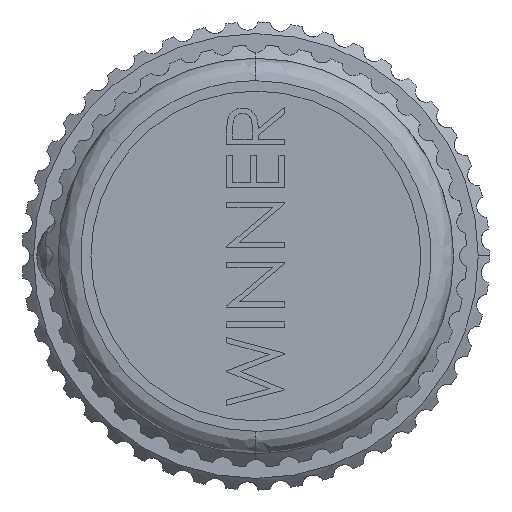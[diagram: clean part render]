
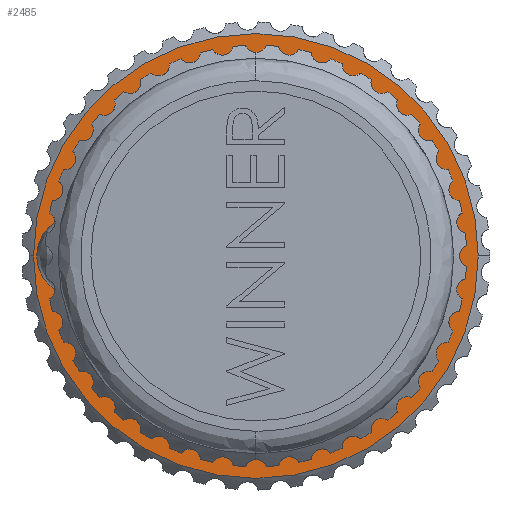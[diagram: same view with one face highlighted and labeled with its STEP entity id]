
A CAD part, left-side view. The second image highlights one B-rep face of the part: STEP entity #2485.
In plain terms, the highlighted planar face has unit normal (-1, 0, 0).
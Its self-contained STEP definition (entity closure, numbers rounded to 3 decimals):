
#1111 = EDGE_CURVE ( 'NONE', #25282, #7992, #30561, .T. ) ;
#1113 = EDGE_CURVE ( 'NONE', #7992, #21762, #30593, .T. ) ;
#1119 = EDGE_CURVE ( 'NONE', #21758, #25282, #30591, .T. ) ;
#1120 = EDGE_CURVE ( 'NONE', #11973, #11966, #21957, .T. ) ;
#1734 = EDGE_CURVE ( 'NONE', #11966, #11973, #4540, .T. ) ;
#1850 = EDGE_CURVE ( 'NONE', #21762, #21758, #4634, .T. ) ;
#2485 = ADVANCED_FACE ( 'NONE', ( #6047, #6056 ), #22598, .T. ) ;
#3082 = DIRECTION ( 'NONE',  ( 0., -1., 0. ) ) ;
#3388 = DIRECTION ( 'NONE',  ( 1., 0., 0. ) ) ;
#3568 = CARTESIAN_POINT ( 'NONE',  ( -14.535, 0., 0. ) ) ;
#4540 = CIRCLE ( 'NONE', #21662, 15.3 ) ;
#4634 = CIRCLE ( 'NONE', #21647, 4.7 ) ;
#4908 = CARTESIAN_POINT ( 'NONE',  ( -14.535, 3.993, -1.253 ) ) ;
#6047 = FACE_OUTER_BOUND ( 'NONE', #12105, .T. ) ;
#6056 = FACE_BOUND ( 'NONE', #12136, .T. ) ;
#7992 = VERTEX_POINT ( 'NONE', #14808 ) ;
#11022 = AXIS2_PLACEMENT_3D ( 'NONE', #13060, #12840, #12838 ) ;
#11966 = VERTEX_POINT ( 'NONE', #16275 ) ;
#11973 = VERTEX_POINT ( 'NONE', #16282 ) ;
#12105 = EDGE_LOOP ( 'NONE', ( #27519, #27518 ) ) ;
#12136 = EDGE_LOOP ( 'NONE', ( #27517, #27516, #27515, #27514 ) ) ;
#12653 = CARTESIAN_POINT ( 'NONE',  ( -14.535, -1.066, -4.481 ) ) ;
#12654 = CARTESIAN_POINT ( 'NONE',  ( -14.535, -1.412, -4.407 ) ) ;
#12655 = CARTESIAN_POINT ( 'NONE',  ( -14.535, -2.068, -4.187 ) ) ;
#12673 = CARTESIAN_POINT ( 'NONE',  ( -14.535, -2.382, -4.042 ) ) ;
#12677 = CARTESIAN_POINT ( 'NONE',  ( -14.535, -2.681, -3.86 ) ) ;
#12690 = CARTESIAN_POINT ( 'NONE',  ( -14.535, -4.696, -0.204 ) ) ;
#12691 = CARTESIAN_POINT ( 'NONE',  ( -14.535, -4.689, 0.146 ) ) ;
#12692 = CARTESIAN_POINT ( 'NONE',  ( -14.535, -4.644, 0.492 ) ) ;
#12693 = CARTESIAN_POINT ( 'NONE',  ( -14.535, -4.477, 1.171 ) ) ;
#12696 = CARTESIAN_POINT ( 'NONE',  ( -14.535, -4.356, 1.498 ) ) ;
#12697 = CARTESIAN_POINT ( 'NONE',  ( -14.535, -4.046, 2.118 ) ) ;
#12698 = CARTESIAN_POINT ( 'NONE',  ( -14.535, -3.854, 2.415 ) ) ;
#12699 = CARTESIAN_POINT ( 'NONE',  ( -14.535, -3.411, 2.947 ) ) ;
#12700 = CARTESIAN_POINT ( 'NONE',  ( -14.535, -3.158, 3.186 ) ) ;
#12701 = CARTESIAN_POINT ( 'NONE',  ( -14.535, -2.597, 3.604 ) ) ;
#12702 = CARTESIAN_POINT ( 'NONE',  ( -14.535, -2.297, 3.775 ) ) ;
#12703 = CARTESIAN_POINT ( 'NONE',  ( -14.535, -1.818, 3.979 ) ) ;
#12704 = CARTESIAN_POINT ( 'NONE',  ( -14.535, -1.652, 4.038 ) ) ;
#12705 = CARTESIAN_POINT ( 'NONE',  ( -14.535, -1.317, 4.136 ) ) ;
#12706 = CARTESIAN_POINT ( 'NONE',  ( -14.535, -0.979, 4.213 ) ) ;
#12707 = CARTESIAN_POINT ( 'NONE',  ( -14.535, -0.634, 4.249 ) ) ;
#12708 = CARTESIAN_POINT ( 'NONE',  ( -14.535, -0.286, 4.265 ) ) ;
#12709 = CARTESIAN_POINT ( 'NONE',  ( -14.535, -0.11, 4.263 ) ) ;
#12710 = CARTESIAN_POINT ( 'NONE',  ( -14.535, 0.409, 4.225 ) ) ;
#12712 = CARTESIAN_POINT ( 'NONE',  ( -14.535, 1.081, 4.043 ) ) ;
#12720 = CARTESIAN_POINT ( 'NONE',  ( -14.535, 1.081, 4.043 ) ) ;
#12721 = CARTESIAN_POINT ( 'NONE',  ( -14.535, 1.345, 3.953 ) ) ;
#12722 = CARTESIAN_POINT ( 'NONE',  ( -14.535, 1.601, 3.844 ) ) ;
#12723 = CARTESIAN_POINT ( 'NONE',  ( -14.535, 2.092, 3.579 ) ) ;
#12724 = CARTESIAN_POINT ( 'NONE',  ( -14.535, 2.325, 3.424 ) ) ;
#12725 = CARTESIAN_POINT ( 'NONE',  ( -14.535, 2.754, 3.076 ) ) ;
#12726 = CARTESIAN_POINT ( 'NONE',  ( -14.535, 2.952, 2.881 ) ) ;
#12727 = CARTESIAN_POINT ( 'NONE',  ( -14.535, 3.311, 2.453 ) ) ;
#12728 = CARTESIAN_POINT ( 'NONE',  ( -14.535, 3.467, 2.225 ) ) ;
#12729 = CARTESIAN_POINT ( 'NONE',  ( -14.535, 3.733, 1.741 ) ) ;
#12730 = CARTESIAN_POINT ( 'NONE',  ( -14.535, 3.844, 1.483 ) ) ;
#12731 = CARTESIAN_POINT ( 'NONE',  ( -14.535, 4.013, 0.953 ) ) ;
#12732 = CARTESIAN_POINT ( 'NONE',  ( -14.535, 4.072, 0.682 ) ) ;
#12733 = CARTESIAN_POINT ( 'NONE',  ( -14.535, 4.137, 0.129 ) ) ;
#12734 = CARTESIAN_POINT ( 'NONE',  ( -14.535, 4.143, -0.151 ) ) ;
#12735 = CARTESIAN_POINT ( 'NONE',  ( -14.535, 4.104, -0.705 ) ) ;
#12736 = CARTESIAN_POINT ( 'NONE',  ( -14.535, 0.748, 4.156 ) ) ;
#12838 = DIRECTION ( 'NONE',  ( 0., 1., 0. ) ) ;
#12840 = DIRECTION ( 'NONE',  ( -1., 0., 0. ) ) ;
#12844 = CARTESIAN_POINT ( 'NONE',  ( -14.535, 2.528, -3.569 ) ) ;
#12850 = CARTESIAN_POINT ( 'NONE',  ( -14.535, -0.032, -4.547 ) ) ;
#12851 = CARTESIAN_POINT ( 'NONE',  ( -14.535, 3.91, -1.594 ) ) ;
#12852 = CARTESIAN_POINT ( 'NONE',  ( -14.535, -0.378, -4.55 ) ) ;
#12853 = CARTESIAN_POINT ( 'NONE',  ( -14.535, 3.454, -2.535 ) ) ;
#12854 = CARTESIAN_POINT ( 'NONE',  ( -14.535, 2.79, -3.34 ) ) ;
#12855 = CARTESIAN_POINT ( 'NONE',  ( -14.535, 1.958, -3.962 ) ) ;
#12858 = CARTESIAN_POINT ( 'NONE',  ( -14.535, 1.645, -4.127 ) ) ;
#12861 = CARTESIAN_POINT ( 'NONE',  ( -14.535, 0.999, -4.373 ) ) ;
#12863 = CARTESIAN_POINT ( 'NONE',  ( -14.535, 3.782, -1.924 ) ) ;
#12894 = CARTESIAN_POINT ( 'NONE',  ( -14.535, 0.663, -4.458 ) ) ;
#12961 = CARTESIAN_POINT ( 'NONE',  ( -14.535, 3.256, -2.818 ) ) ;
#13060 = CARTESIAN_POINT ( 'NONE',  ( -14.535, 0., 0. ) ) ;
#13092 = CARTESIAN_POINT ( 'NONE',  ( -14.535, 3.993, -1.253 ) ) ;
#14808 = CARTESIAN_POINT ( 'NONE',  ( -14.535, 1.081, 4.043 ) ) ;
#15425 = CARTESIAN_POINT ( 'NONE',  ( -14.535, 3.993, -1.253 ) ) ;
#15430 = CARTESIAN_POINT ( 'NONE',  ( -14.535, 4.059, -0.981 ) ) ;
#16275 = CARTESIAN_POINT ( 'NONE',  ( -14.535, -15.3, 0. ) ) ;
#16282 = CARTESIAN_POINT ( 'NONE',  ( -14.535, 15.3, 0. ) ) ;
#16470 = CARTESIAN_POINT ( 'NONE',  ( -14.535, -2.681, -3.86 ) ) ;
#16474 = CARTESIAN_POINT ( 'NONE',  ( -14.535, -4.696, -0.204 ) ) ;
#21647 = AXIS2_PLACEMENT_3D ( 'NONE', #3568, #3388, #3082 ) ;
#21662 = AXIS2_PLACEMENT_3D ( 'NONE', #32914, #32911, #32910 ) ;
#21758 = VERTEX_POINT ( 'NONE', #16470 ) ;
#21762 = VERTEX_POINT ( 'NONE', #16474 ) ;
#21957 = CIRCLE ( 'NONE', #11022, 15.3 ) ;
#22592 = CARTESIAN_POINT ( 'NONE',  ( -14.535, 0., 0. ) ) ;
#22598 = PLANE ( 'NONE',  #29229 ) ;
#22601 = DIRECTION ( 'NONE',  ( -1., 0., 0. ) ) ;
#22603 = DIRECTION ( 'NONE',  ( 0., -1., 0. ) ) ;
#25282 = VERTEX_POINT ( 'NONE', #4908 ) ;
#27514 = ORIENTED_EDGE ( 'NONE', *, *, #1113, .T. ) ;
#27515 = ORIENTED_EDGE ( 'NONE', *, *, #1111, .T. ) ;
#27516 = ORIENTED_EDGE ( 'NONE', *, *, #1119, .T. ) ;
#27517 = ORIENTED_EDGE ( 'NONE', *, *, #1850, .T. ) ;
#27518 = ORIENTED_EDGE ( 'NONE', *, *, #1734, .T. ) ;
#27519 = ORIENTED_EDGE ( 'NONE', *, *, #1120, .T. ) ;
#29229 = AXIS2_PLACEMENT_3D ( 'NONE', #22592, #22601, #22603 ) ;
#30561 = B_SPLINE_CURVE_WITH_KNOTS ( 'NONE', 3,
 ( #15425, #15430, #12735, #12734, #12733, #12732, #12731, #12730, #12729, #12728, #12727, #12726, #12725, #12724, #12723, #12722, #12721, #12720 ),
 .UNSPECIFIED., .F., .F.,
 ( 4, 2, 2, 2, 2, 2, 2, 2, 4 ),
 ( 0., 0.001, 0.002, 0.003, 0.003, 0.004, 0.005, 0.006, 0.007 ),
 .UNSPECIFIED. ) ;
#30591 = B_SPLINE_CURVE_WITH_KNOTS ( 'NONE', 3,
 ( #12677, #12673, #12655, #12654, #12653, #12852, #12850, #12894, #12861, #12858, #12855, #12844, #12854, #12961, #12853, #12863, #12851, #13092 ),
 .UNSPECIFIED., .F., .F.,
 ( 4, 2, 2, 2, 2, 2, 2, 2, 4 ),
 ( 0., 0.001, 0.002, 0.003, 0.004, 0.005, 0.006, 0.007, 0.008 ),
 .UNSPECIFIED. ) ;
#30593 = B_SPLINE_CURVE_WITH_KNOTS ( 'NONE', 3,
 ( #12712, #12736, #12710, #12709, #12708, #12707, #12706, #12705, #12704, #12703, #12702, #12701, #12700, #12699, #12698, #12697, #12696, #12693, #12692, #12691, #12690 ),
 .UNSPECIFIED., .F., .F.,
 ( 4, 2, 2, 1, 2, 2, 2, 2, 2, 2, 4 ),
 ( 0., 0.001, 0.002, 0.002, 0.003, 0.003, 0.004, 0.005, 0.006, 0.007, 0.008 ),
 .UNSPECIFIED. ) ;
#32910 = DIRECTION ( 'NONE',  ( 0., 1., 0. ) ) ;
#32911 = DIRECTION ( 'NONE',  ( -1., 0., 0. ) ) ;
#32914 = CARTESIAN_POINT ( 'NONE',  ( -14.535, 0., 0. ) ) ;
